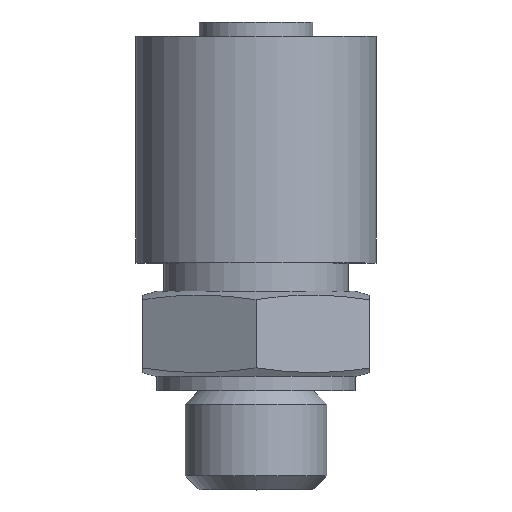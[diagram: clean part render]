
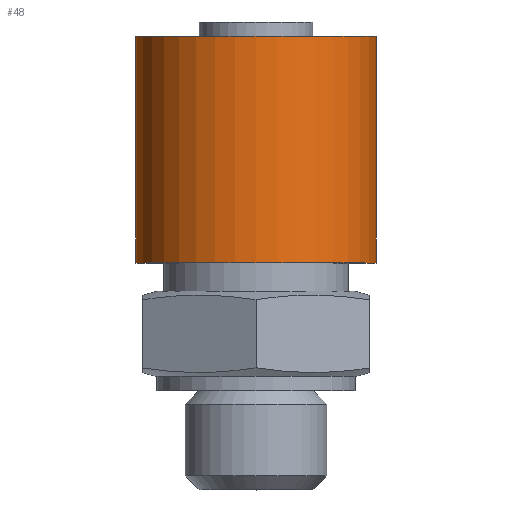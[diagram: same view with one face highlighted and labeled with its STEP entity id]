
A CAD part, top view. The second image highlights one B-rep face of the part: STEP entity #48.
In plain terms, the highlighted cylindrical face has radius 4.25 mm (diameter 8.5 mm), a full revolution.
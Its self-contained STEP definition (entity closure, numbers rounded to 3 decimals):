
#48 = ADVANCED_FACE( '', ( #110, #111 ), #112, .T. );
#110 = FACE_OUTER_BOUND( '', #199, .T. );
#111 = FACE_OUTER_BOUND( '', #200, .T. );
#112 = CYLINDRICAL_SURFACE( '', #201, 4.25 );
#199 = EDGE_LOOP( '', ( #287 ) );
#200 = EDGE_LOOP( '', ( #288 ) );
#201 = AXIS2_PLACEMENT_3D( '', #289, #290, #291 );
#287 = ORIENTED_EDGE( '', *, *, #438, .T. );
#288 = ORIENTED_EDGE( '', *, *, #439, .F. );
#289 = CARTESIAN_POINT( '', ( 0., 0., 0. ) );
#290 = DIRECTION( '', ( 0., 1., 0. ) );
#291 = DIRECTION( '', ( 0., 0., -1. ) );
#438 = EDGE_CURVE( '', #497, #497, #498, .T. );
#439 = EDGE_CURVE( '', #499, #499, #500, .T. );
#497 = VERTEX_POINT( '', #595 );
#498 = CIRCLE( '', #596, 4.25 );
#499 = VERTEX_POINT( '', #597 );
#500 = CIRCLE( '', #598, 4.25 );
#595 = CARTESIAN_POINT( '', ( 0., 16., -4.25 ) );
#596 = AXIS2_PLACEMENT_3D( '', #719, #720, #721 );
#597 = CARTESIAN_POINT( '', ( 0., 8., -4.25 ) );
#598 = AXIS2_PLACEMENT_3D( '', #722, #723, #724 );
#719 = CARTESIAN_POINT( '', ( 0., 16., 0. ) );
#720 = DIRECTION( '', ( 0., -1., 0. ) );
#721 = DIRECTION( '', ( 0., 0., -1. ) );
#722 = CARTESIAN_POINT( '', ( 0., 8., 0. ) );
#723 = DIRECTION( '', ( 0., -1., 0. ) );
#724 = DIRECTION( '', ( 0., 0., -1. ) );
